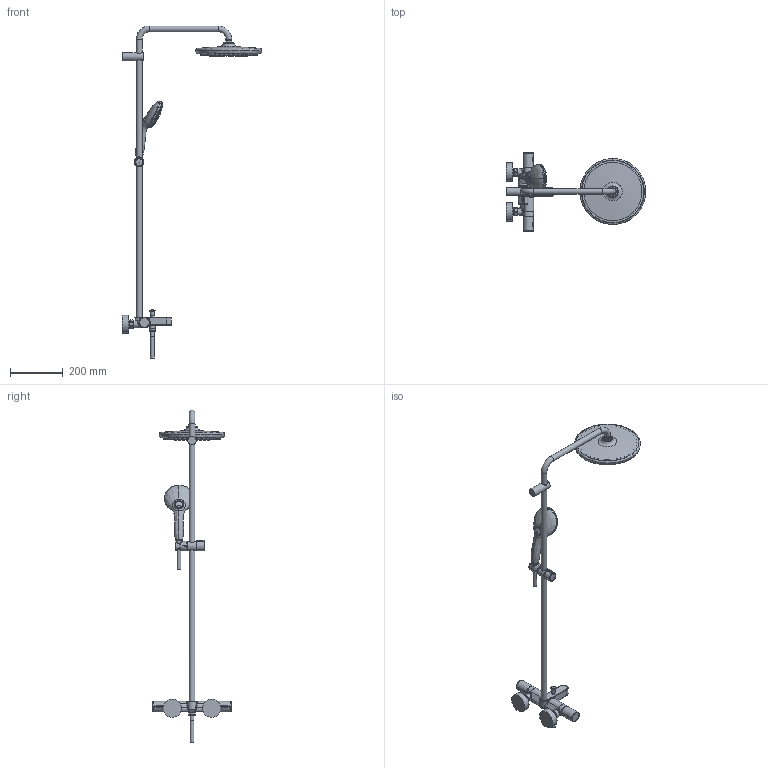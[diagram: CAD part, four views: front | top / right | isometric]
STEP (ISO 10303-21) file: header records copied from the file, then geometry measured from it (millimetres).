
FILE_DESCRIPTION(/* description */ ('Unknown'),/* implementation_level */ '2;1');
FILE_NAME(/* name */ '26978001',/* time_stamp */ '2023-04-21T11:01:54+02:00',/* author */ ('Unknown'),/* organization */ ('GROHE AG'),/* preprocessor_version */ 'ST-DEVELOPER v16.7',/* originating_system */ 'DEX',/* authorisation */ $);
FILE_SCHEMA (('AUTOMOTIVE_DESIGN {1 0 10303 214 3 1 1}'));
Products named in the file (10): 26978001; 26978001_0; id79; 081107 GTM1000C Handles Update02; 50.9697.1_Standard; A4297452_BUMPER + NOZZLES_SOLID; A4298721_HOUSING_SURFACES_PS_SURFACE_V1_HIGHER_SOLID_211103; A4298722_SOFTTOOL DIAL_NEW_POSITION_RADIUS_0,7; shell
Assembly tree (9 placements, depth 2):
  26978001
    26978001
    26978001_0
    id79
    081107 GTM1000C Handles Update02
    50.9697.1_Standard
    A4297452_BUMPER + NOZZLES_SOLID
    A4298721_HOUSING_SURFACES_PS_SURFACE_V1_HIGHER_SOLID_211103
    A4298722_SOFTTOOL DIAL_NEW_POSITION_RADIUS_0,7
    shell
Bounding box: 528.98 x 298.45 x 1258.8 mm (x, y, z)
Volume: 194563.5 mm3; surface area: 443945.2 mm2
Topology: 2 solids, 448 shells, 1587 faces, 5531 edges, 4249 vertices
Faces by surface type: bspline 728, plane 300, cylinder 276, torus 124, cone 95, sphere 64
Full cylindrical faces by diameter (mm): 1 x35, 2.8 x72, 3.8 x89, 4.1 x7, 10.8 x2, 13.8 x2, 14.7 x2, 15.196 x1, 18.3 x1, 19 x2, 19.9 x1, 20.955 x3, 22 x3, 22.6 x2, 22.9 x1, 23 x2, 26.44 x2, 27 x2, 30.3 x1, 31.3 x1, 33.4 x2, 36 x2, 40 x2, 70 x2, 98.8 x1, 100.004 x1, 238.35 x1, 239.047 x1
Entity records: 120532 total; most frequent: CARTESIAN_POINT 82228, ORIENTED_EDGE 6314, EDGE_CURVE 4503, DIRECTION 4296, VERTEX_POINT 3757, B_SPLINE_CURVE_WITH_KNOTS 2870, FACE_BOUND 2702, EDGE_LOOP 2701
